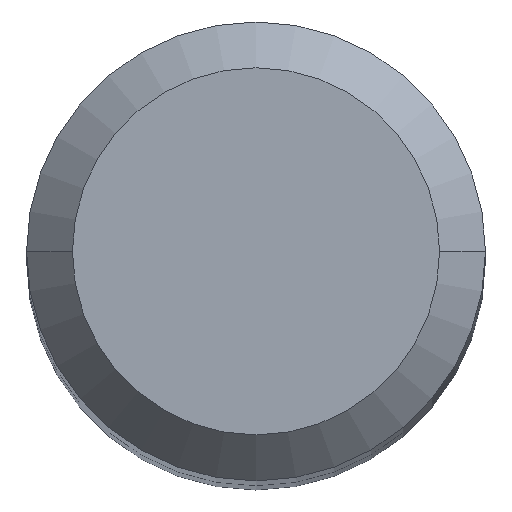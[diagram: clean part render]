
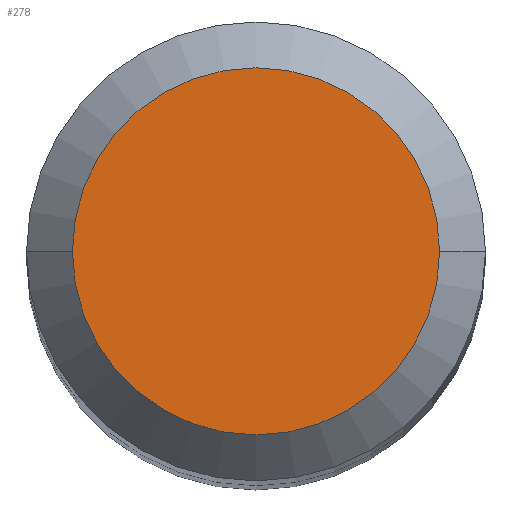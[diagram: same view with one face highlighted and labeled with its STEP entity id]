
A CAD part, top view. The second image highlights one B-rep face of the part: STEP entity #278.
In plain terms, the highlighted planar face has unit normal (0, 0, 1).
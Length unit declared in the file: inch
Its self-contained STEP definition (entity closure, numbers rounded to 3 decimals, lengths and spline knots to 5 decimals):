
#3 = VERTEX_POINT ( 'NONE', #53 ) ;
#10 = DIRECTION ( 'NONE',  ( 0., 0., 1. ) ) ;
#16 = EDGE_CURVE ( 'NONE', #222, #3, #209, .T. ) ;
#21 = DIRECTION ( 'NONE',  ( 0., 0., -1. ) ) ;
#53 = CARTESIAN_POINT ( 'NONE',  ( 0.125, 0., 0. ) ) ;
#82 = AXIS2_PLACEMENT_3D ( 'NONE', #337, #304, #373 ) ;
#84 = CARTESIAN_POINT ( 'NONE',  ( -0.125, 0., 0. ) ) ;
#87 = CIRCLE ( 'NONE', #380, 0.125 ) ;
#114 = EDGE_CURVE ( 'NONE', #3, #222, #87, .T. ) ;
#131 = CARTESIAN_POINT ( 'NONE',  ( 0., 0., 0. ) ) ;
#132 = DIRECTION ( 'NONE',  ( 1., 0., 0. ) ) ;
#151 = ORIENTED_EDGE ( 'NONE', *, *, #114, .T. ) ;
#209 = CIRCLE ( 'NONE', #82, 0.125 ) ;
#214 = FACE_OUTER_BOUND ( 'NONE', #384, .T. ) ;
#220 = DIRECTION ( 'NONE',  ( -1., 0., 0. ) ) ;
#222 = VERTEX_POINT ( 'NONE', #84 ) ;
#235 = AXIS2_PLACEMENT_3D ( 'NONE', #369, #21, #220 ) ;
#246 = ORIENTED_EDGE ( 'NONE', *, *, #16, .T. ) ;
#278 = ADVANCED_FACE ( 'NONE', ( #214 ), #297, .F. ) ;
#297 = PLANE ( 'NONE',  #235 ) ;
#304 = DIRECTION ( 'NONE',  ( 0., 0., 1. ) ) ;
#337 = CARTESIAN_POINT ( 'NONE',  ( 0., 0., 0. ) ) ;
#369 = CARTESIAN_POINT ( 'NONE',  ( 0., 0., 0. ) ) ;
#373 = DIRECTION ( 'NONE',  ( 1., 0., 0. ) ) ;
#380 = AXIS2_PLACEMENT_3D ( 'NONE', #131, #10, #132 ) ;
#384 = EDGE_LOOP ( 'NONE', ( #246, #151 ) ) ;
